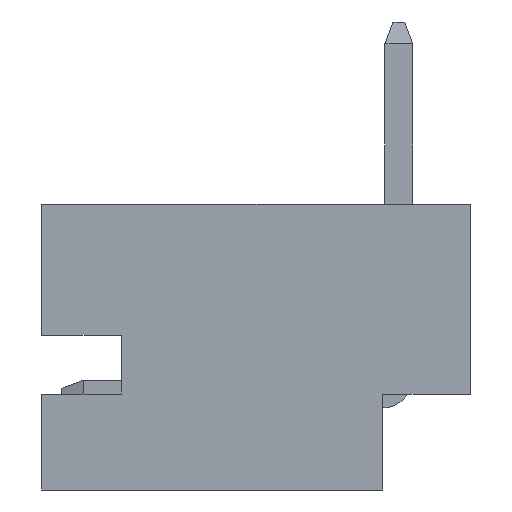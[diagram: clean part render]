
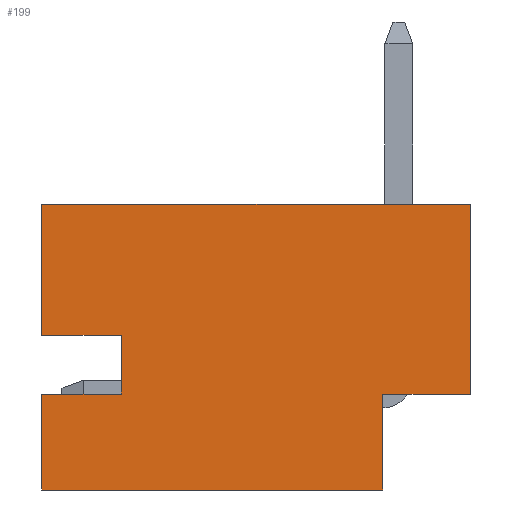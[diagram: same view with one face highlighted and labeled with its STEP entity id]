
A CAD part, left-side view. The second image highlights one B-rep face of the part: STEP entity #199.
In plain terms, the highlighted planar face has unit normal (-1, 0, 0).
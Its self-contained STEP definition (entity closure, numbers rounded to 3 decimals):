
#19 = VERTEX_POINT ( 'NONE', #913 ) ;
#22 = VERTEX_POINT ( 'NONE', #908 ) ;
#26 = EDGE_CURVE ( 'NONE', #22, #19, #964, .T. ) ;
#34 = EDGE_CURVE ( 'NONE', #19, #128, #950, .T. ) ;
#62 = EDGE_CURVE ( 'NONE', #82, #22, #1012, .T. ) ;
#82 = VERTEX_POINT ( 'NONE', #1049 ) ;
#115 = ORIENTED_EDGE ( 'NONE', *, *, #512, .F. ) ;
#128 = VERTEX_POINT ( 'NONE', #1143 ) ;
#195 = EDGE_LOOP ( 'NONE', ( #528, #523, #115, #513, #514, #517, #520, #495, #496, #497 ) ) ;
#196 = VERTEX_POINT ( 'NONE', #1258 ) ;
#198 = EDGE_CURVE ( 'NONE', #196, #213, #1256, .T. ) ;
#199 = ADVANCED_FACE ( 'NONE', ( #1252 ), #1251, .F. ) ;
#213 = VERTEX_POINT ( 'NONE', #1291 ) ;
#495 = ORIENTED_EDGE ( 'NONE', *, *, #34, .F. ) ;
#496 = ORIENTED_EDGE ( 'NONE', *, *, #26, .F. ) ;
#497 = ORIENTED_EDGE ( 'NONE', *, *, #62, .F. ) ;
#512 = EDGE_CURVE ( 'NONE', #213, #525, #1797, .T. ) ;
#513 = ORIENTED_EDGE ( 'NONE', *, *, #198, .F. ) ;
#514 = ORIENTED_EDGE ( 'NONE', *, *, #515, .T. ) ;
#515 = EDGE_CURVE ( 'NONE', #196, #516, #1793, .T. ) ;
#516 = VERTEX_POINT ( 'NONE', #1789 ) ;
#517 = ORIENTED_EDGE ( 'NONE', *, *, #518, .T. ) ;
#518 = EDGE_CURVE ( 'NONE', #516, #519, #1788, .T. ) ;
#519 = VERTEX_POINT ( 'NONE', #1784 ) ;
#520 = ORIENTED_EDGE ( 'NONE', *, *, #521, .F. ) ;
#521 = EDGE_CURVE ( 'NONE', #128, #519, #1783, .T. ) ;
#522 = VERTEX_POINT ( 'NONE', #1779 ) ;
#523 = ORIENTED_EDGE ( 'NONE', *, *, #524, .F. ) ;
#524 = EDGE_CURVE ( 'NONE', #525, #522, #1778, .T. ) ;
#525 = VERTEX_POINT ( 'NONE', #1774 ) ;
#526 = EDGE_CURVE ( 'NONE', #82, #522, #1766, .T. ) ;
#528 = ORIENTED_EDGE ( 'NONE', *, *, #526, .T. ) ;
#908 = CARTESIAN_POINT ( 'NONE',  ( -2.075, 4.3, 2.02 ) ) ;
#913 = CARTESIAN_POINT ( 'NONE',  ( -2.075, -1.1, 2.02 ) ) ;
#947 = DIRECTION ( 'NONE',  ( 0., 0., -1. ) ) ;
#948 = VECTOR ( 'NONE', #947, 1000. ) ;
#949 = CARTESIAN_POINT ( 'NONE',  ( -2.075, -1.1, 2.02 ) ) ;
#950 = LINE ( 'NONE', #949, #948 ) ;
#961 = DIRECTION ( 'NONE',  ( 0., -1., 0. ) ) ;
#962 = VECTOR ( 'NONE', #961, 1000. ) ;
#963 = CARTESIAN_POINT ( 'NONE',  ( -2.075, 9.794, 2.02 ) ) ;
#964 = LINE ( 'NONE', #963, #962 ) ;
#1009 = DIRECTION ( 'NONE',  ( 0., 0., 1. ) ) ;
#1010 = VECTOR ( 'NONE', #1009, 1000. ) ;
#1011 = CARTESIAN_POINT ( 'NONE',  ( -2.075, 4.3, 2.02 ) ) ;
#1012 = LINE ( 'NONE', #1011, #1010 ) ;
#1049 = CARTESIAN_POINT ( 'NONE',  ( -2.075, 4.3, 0.37 ) ) ;
#1143 = CARTESIAN_POINT ( 'NONE',  ( -2.075, -1.1, -0.37 ) ) ;
#1247 = DIRECTION ( 'NONE',  ( 0., 0., -1. ) ) ;
#1248 = DIRECTION ( 'NONE',  ( 1., 0., 0. ) ) ;
#1249 = AXIS2_PLACEMENT_3D ( 'NONE', #1250, #1248, #1247 ) ;
#1250 = CARTESIAN_POINT ( 'NONE',  ( -2.075, 9.794, 2.02 ) ) ;
#1251 = PLANE ( 'NONE',  #1249 ) ;
#1252 = FACE_OUTER_BOUND ( 'NONE', #195, .T. ) ;
#1253 = DIRECTION ( 'NONE',  ( 0., 0., 1. ) ) ;
#1254 = VECTOR ( 'NONE', #1253, 1000. ) ;
#1255 = CARTESIAN_POINT ( 'NONE',  ( -2.075, 4.3, 2.02 ) ) ;
#1256 = LINE ( 'NONE', #1255, #1254 ) ;
#1258 = CARTESIAN_POINT ( 'NONE',  ( -2.075, 4.3, -1.58 ) ) ;
#1291 = CARTESIAN_POINT ( 'NONE',  ( -2.075, 4.3, -0.37 ) ) ;
#1763 = DIRECTION ( 'NONE',  ( 0., -1., 0. ) ) ;
#1764 = VECTOR ( 'NONE', #1763, 1000. ) ;
#1765 = CARTESIAN_POINT ( 'NONE',  ( -2.075, 4.3, 0.37 ) ) ;
#1766 = LINE ( 'NONE', #1765, #1764 ) ;
#1774 = CARTESIAN_POINT ( 'NONE',  ( -2.075, 3.3, -0.37 ) ) ;
#1775 = DIRECTION ( 'NONE',  ( 0., 0., 1. ) ) ;
#1776 = VECTOR ( 'NONE', #1775, 1000. ) ;
#1777 = CARTESIAN_POINT ( 'NONE',  ( -2.075, 3.3, 0.37 ) ) ;
#1778 = LINE ( 'NONE', #1777, #1776 ) ;
#1779 = CARTESIAN_POINT ( 'NONE',  ( -2.075, 3.3, 0.37 ) ) ;
#1780 = DIRECTION ( 'NONE',  ( 0., 1., 0. ) ) ;
#1781 = VECTOR ( 'NONE', #1780, 1000. ) ;
#1782 = CARTESIAN_POINT ( 'NONE',  ( -2.075, -5.889, -0.37 ) ) ;
#1783 = LINE ( 'NONE', #1782, #1781 ) ;
#1784 = CARTESIAN_POINT ( 'NONE',  ( -2.075, 0., -0.37 ) ) ;
#1785 = DIRECTION ( 'NONE',  ( 0., 0., 1. ) ) ;
#1786 = VECTOR ( 'NONE', #1785, 1000. ) ;
#1787 = CARTESIAN_POINT ( 'NONE',  ( -2.075, 0., 2.02 ) ) ;
#1788 = LINE ( 'NONE', #1787, #1786 ) ;
#1789 = CARTESIAN_POINT ( 'NONE',  ( -2.075, 0., -1.58 ) ) ;
#1790 = DIRECTION ( 'NONE',  ( 0., -1., 0. ) ) ;
#1791 = VECTOR ( 'NONE', #1790, 1000. ) ;
#1792 = CARTESIAN_POINT ( 'NONE',  ( -2.075, 9.794, -1.58 ) ) ;
#1793 = LINE ( 'NONE', #1792, #1791 ) ;
#1794 = DIRECTION ( 'NONE',  ( 0., -1., 0. ) ) ;
#1795 = VECTOR ( 'NONE', #1794, 1000. ) ;
#1796 = CARTESIAN_POINT ( 'NONE',  ( -2.075, 4.3, -0.37 ) ) ;
#1797 = LINE ( 'NONE', #1796, #1795 ) ;
